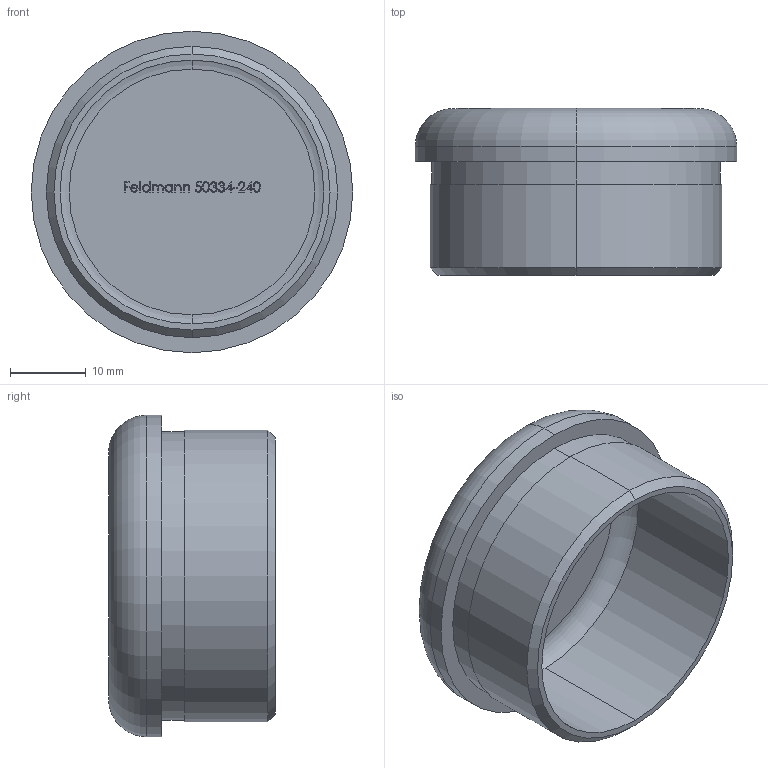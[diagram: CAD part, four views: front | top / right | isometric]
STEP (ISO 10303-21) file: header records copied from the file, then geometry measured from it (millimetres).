
FILE_DESCRIPTION (( 'STEP AP203' ), '1' );
FILE_NAME ('50334-240.STEP', '2018-12-14T11:57:14', ( '' ), ( '' ), 'SwSTEP 2.0', 'SolidWorks 2015', '' );
FILE_SCHEMA (( 'CONFIG_CONTROL_DESIGN' ));
Length unit declared in the file: millimetre
Products named in the file (1): 50334-240
Bounding box: 42.4 x 22 x 42.4 mm (x, y, z)
Volume: 6705.2 mm3; surface area: 7792.6 mm2
Topology: 1 solids, 1 shells, 256 faces, 672 edges, 446 vertices
Faces by surface type: plane 132, bspline 108, cylinder 10, torus 4, cone 2
Entity records: 13775 total; most frequent: CARTESIAN_POINT 8091, ORIENTED_EDGE 1344, DIRECTION 784, EDGE_CURVE 672, VERTEX_POINT 446, LINE 426, VECTOR 426, EDGE_LOOP 284
